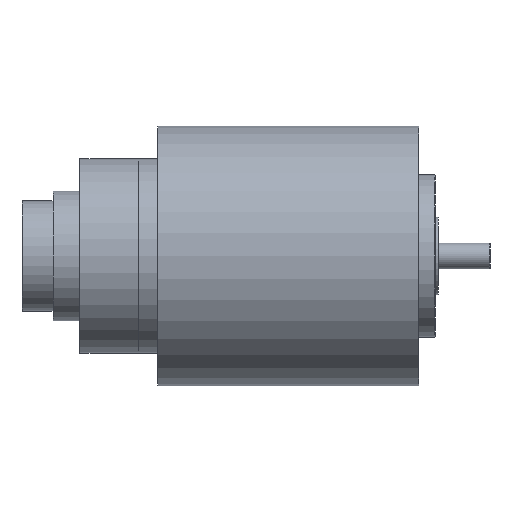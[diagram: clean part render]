
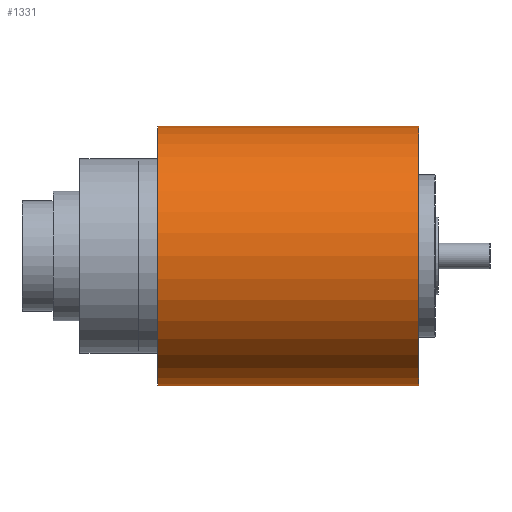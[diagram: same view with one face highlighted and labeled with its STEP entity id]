
A CAD part, front view. The second image highlights one B-rep face of the part: STEP entity #1331.
In plain terms, the highlighted cylindrical face has radius 127 mm (diameter 254 mm), a partial arc.
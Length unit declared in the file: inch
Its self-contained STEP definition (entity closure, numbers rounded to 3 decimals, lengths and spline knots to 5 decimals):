
#210 = FACE_OUTER_BOUND ( 'NONE', #559, .T. ) ;
#212 = CYLINDRICAL_SURFACE ( 'NONE', #2640, 5. ) ;
#296 = CIRCLE ( 'NONE', #2678, 5. ) ;
#366 = DIRECTION ( 'NONE',  ( 1., 0., 0. ) ) ;
#371 = CARTESIAN_POINT ( 'NONE',  ( 5.235, 0., 0. ) ) ;
#373 = DIRECTION ( 'NONE',  ( 0., 0., -1. ) ) ;
#559 = EDGE_LOOP ( 'NONE', ( #1501, #1502, #1503, #1504 ) ) ;
#639 = VERTEX_POINT ( 'NONE', #757 ) ;
#640 = VERTEX_POINT ( 'NONE', #758 ) ;
#641 = VERTEX_POINT ( 'NONE', #759 ) ;
#642 = VERTEX_POINT ( 'NONE', #760 ) ;
#757 = CARTESIAN_POINT ( 'NONE',  ( 5.235, 0., 5. ) ) ;
#758 = CARTESIAN_POINT ( 'NONE',  ( 5.235, 0., -5. ) ) ;
#759 = CARTESIAN_POINT ( 'NONE',  ( 15.285, 0., 5. ) ) ;
#760 = CARTESIAN_POINT ( 'NONE',  ( 15.285, 0., -5. ) ) ;
#890 = CARTESIAN_POINT ( 'NONE',  ( 15.285, 0., 0. ) ) ;
#893 = DIRECTION ( 'NONE',  ( -1., 0., 0. ) ) ;
#894 = DIRECTION ( 'NONE',  ( 0., 0., -1. ) ) ;
#997 = EDGE_CURVE ( 'NONE', #642, #641, #1690, .T. ) ;
#1113 = EDGE_CURVE ( 'NONE', #642, #640, #1846, .T. ) ;
#1118 = EDGE_CURVE ( 'NONE', #641, #639, #1855, .T. ) ;
#1203 = AXIS2_PLACEMENT_3D ( 'NONE', #890, #893, #894 ) ;
#1331 = ADVANCED_FACE ( 'NONE', ( #210 ), #212, .T. ) ;
#1501 = ORIENTED_EDGE ( 'NONE', *, *, #1113, .F. ) ;
#1502 = ORIENTED_EDGE ( 'NONE', *, *, #997, .T. ) ;
#1503 = ORIENTED_EDGE ( 'NONE', *, *, #1118, .T. ) ;
#1504 = ORIENTED_EDGE ( 'NONE', *, *, #2701, .T. ) ;
#1690 = CIRCLE ( 'NONE', #1203, 5. ) ;
#1846 = LINE ( 'NONE', #2064, #1847 ) ;
#1847 = VECTOR ( 'NONE', #2065, 39.37008 ) ;
#1851 = VECTOR ( 'NONE', #2078, 39.37008 ) ;
#1855 = LINE ( 'NONE', #2069, #1851 ) ;
#2064 = CARTESIAN_POINT ( 'NONE',  ( 29.43214, 0., -5. ) ) ;
#2065 = DIRECTION ( 'NONE',  ( -1., 0., 0. ) ) ;
#2069 = CARTESIAN_POINT ( 'NONE',  ( 29.43214, 0., 5. ) ) ;
#2078 = DIRECTION ( 'NONE',  ( -1., 0., 0. ) ) ;
#2444 = DIRECTION ( 'NONE',  ( -1., 0., 0. ) ) ;
#2447 = DIRECTION ( 'NONE',  ( 0., 0., 1. ) ) ;
#2448 = CARTESIAN_POINT ( 'NONE',  ( 29.43214, 0., 0. ) ) ;
#2640 = AXIS2_PLACEMENT_3D ( 'NONE', #2448, #2444, #2447 ) ;
#2678 = AXIS2_PLACEMENT_3D ( 'NONE', #371, #366, #373 ) ;
#2701 = EDGE_CURVE ( 'NONE', #639, #640, #296, .T. ) ;
